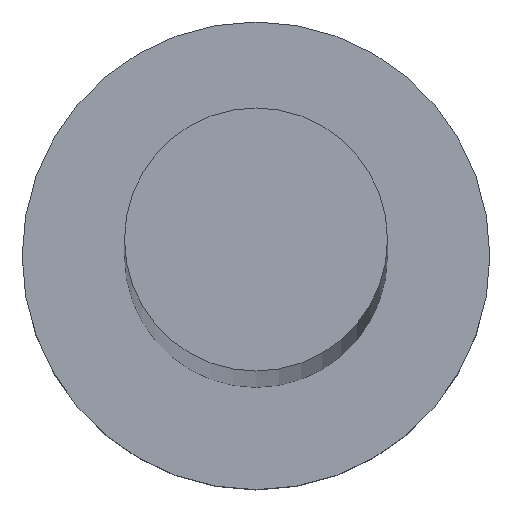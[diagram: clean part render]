
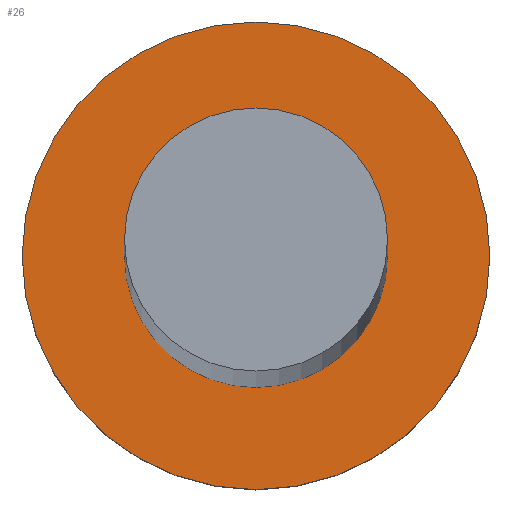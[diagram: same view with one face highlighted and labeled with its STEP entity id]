
A CAD part, top view. The second image highlights one B-rep face of the part: STEP entity #26.
In plain terms, the highlighted planar face has unit normal (0, 0, 1).
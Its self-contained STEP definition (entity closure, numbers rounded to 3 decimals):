
#7 = CARTESIAN_POINT ( 'NONE',  ( 0., 0., 3. ) ) ;
#9 = FACE_OUTER_BOUND ( 'NONE', #16, .T. ) ;
#13 = CARTESIAN_POINT ( 'NONE',  ( -4., 0., 3. ) ) ;
#16 = EDGE_LOOP ( 'NONE', ( #134, #163 ) ) ;
#21 = EDGE_CURVE ( 'NONE', #157, #212, #188, .T. ) ;
#24 = PLANE ( 'NONE',  #59 ) ;
#26 = ADVANCED_FACE ( 'NONE', ( #210, #9 ), #24, .T. ) ;
#36 = DIRECTION ( 'NONE',  ( 1., 0., 0. ) ) ;
#43 = EDGE_CURVE ( 'NONE', #57, #95, #53, .T. ) ;
#46 = AXIS2_PLACEMENT_3D ( 'NONE', #79, #159, #231 ) ;
#53 = CIRCLE ( 'NONE', #253, 2.25 ) ;
#57 = VERTEX_POINT ( 'NONE', #168 ) ;
#59 = AXIS2_PLACEMENT_3D ( 'NONE', #7, #166, #65 ) ;
#65 = DIRECTION ( 'NONE',  ( 1., 0., 0. ) ) ;
#75 = EDGE_CURVE ( 'NONE', #95, #57, #233, .T. ) ;
#78 = CARTESIAN_POINT ( 'NONE',  ( 0., 0., 3. ) ) ;
#79 = CARTESIAN_POINT ( 'NONE',  ( 0., 0., 3. ) ) ;
#90 = CARTESIAN_POINT ( 'NONE',  ( 4., 0., 3. ) ) ;
#95 = VERTEX_POINT ( 'NONE', #203 ) ;
#122 = CIRCLE ( 'NONE', #249, 4. ) ;
#124 = DIRECTION ( 'NONE',  ( 1., 0., 0. ) ) ;
#131 = DIRECTION ( 'NONE',  ( 0., 0., 1. ) ) ;
#134 = ORIENTED_EDGE ( 'NONE', *, *, #21, .T. ) ;
#140 = CARTESIAN_POINT ( 'NONE',  ( 0., 0., 3. ) ) ;
#145 = EDGE_CURVE ( 'NONE', #212, #157, #122, .T. ) ;
#146 = CARTESIAN_POINT ( 'NONE',  ( 0., 0., 3. ) ) ;
#157 = VERTEX_POINT ( 'NONE', #13 ) ;
#159 = DIRECTION ( 'NONE',  ( 0., 0., 1. ) ) ;
#163 = ORIENTED_EDGE ( 'NONE', *, *, #145, .T. ) ;
#166 = DIRECTION ( 'NONE',  ( 0., 0., 1. ) ) ;
#168 = CARTESIAN_POINT ( 'NONE',  ( 2.25, 0., 3. ) ) ;
#188 = CIRCLE ( 'NONE', #46, 4. ) ;
#193 = ORIENTED_EDGE ( 'NONE', *, *, #75, .F. ) ;
#194 = EDGE_LOOP ( 'NONE', ( #193, #234 ) ) ;
#202 = DIRECTION ( 'NONE',  ( 0., 0., 1. ) ) ;
#203 = CARTESIAN_POINT ( 'NONE',  ( -2.25, 0., 3. ) ) ;
#210 = FACE_BOUND ( 'NONE', #194, .T. ) ;
#212 = VERTEX_POINT ( 'NONE', #90 ) ;
#222 = DIRECTION ( 'NONE',  ( 1., 0., 0. ) ) ;
#228 = AXIS2_PLACEMENT_3D ( 'NONE', #140, #202, #124 ) ;
#231 = DIRECTION ( 'NONE',  ( 1., 0., 0. ) ) ;
#233 = CIRCLE ( 'NONE', #228, 2.25 ) ;
#234 = ORIENTED_EDGE ( 'NONE', *, *, #43, .F. ) ;
#247 = DIRECTION ( 'NONE',  ( 0., 0., 1. ) ) ;
#249 = AXIS2_PLACEMENT_3D ( 'NONE', #78, #131, #36 ) ;
#253 = AXIS2_PLACEMENT_3D ( 'NONE', #146, #247, #222 ) ;
